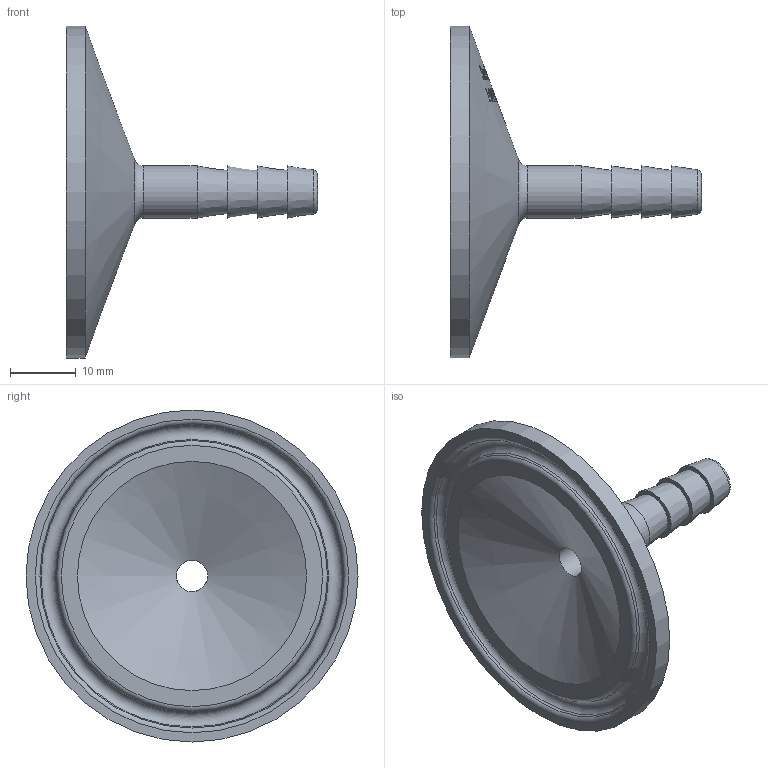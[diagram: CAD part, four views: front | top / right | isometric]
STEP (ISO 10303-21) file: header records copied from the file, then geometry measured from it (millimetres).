
FILE_DESCRIPTION(/* description */ (''),/* implementation_level */ '2;1');
FILE_NAME(/* name */ '14MPHR-1.5X.25.stp',/* time_stamp */ '2021-01-05T16:49:02-05:00',/* author */ ('rick'),/* organization */ (''),/* preprocessor_version */ 'ST-DEVELOPER v18',/* originating_system */ 'Autodesk Inventor 2020',/* authorisation */ '');
FILE_SCHEMA (('AUTOMOTIVE_DESIGN { 1 0 10303 214 3 1 1 }'));
Length unit declared in the file: inch
Products named in the file (1): 14MPHR-1.5X.25
Bounding box: 38.1 x 50.39 x 50.39 mm (x, y, z)
Volume: 9561.3 mm3; surface area: 5986.5 mm2
Topology: 1 solids, 1 shells, 436 faces, 1192 edges, 800 vertices
Faces by surface type: plane 207, bspline 174, cone 47, torus 5, cylinder 3
Full cylindrical faces by diameter (mm): 4.75 x1, 7.925 x1, 50.394 x1
Entity records: 16960 total; most frequent: CARTESIAN_POINT 8145, ORIENTED_EDGE 2384, EDGE_CURVE 1192, DIRECTION 1023, VERTEX_POINT 800, EDGE_LOOP 480, FACE_OUTER_BOUND 436, ADVANCED_FACE 436
